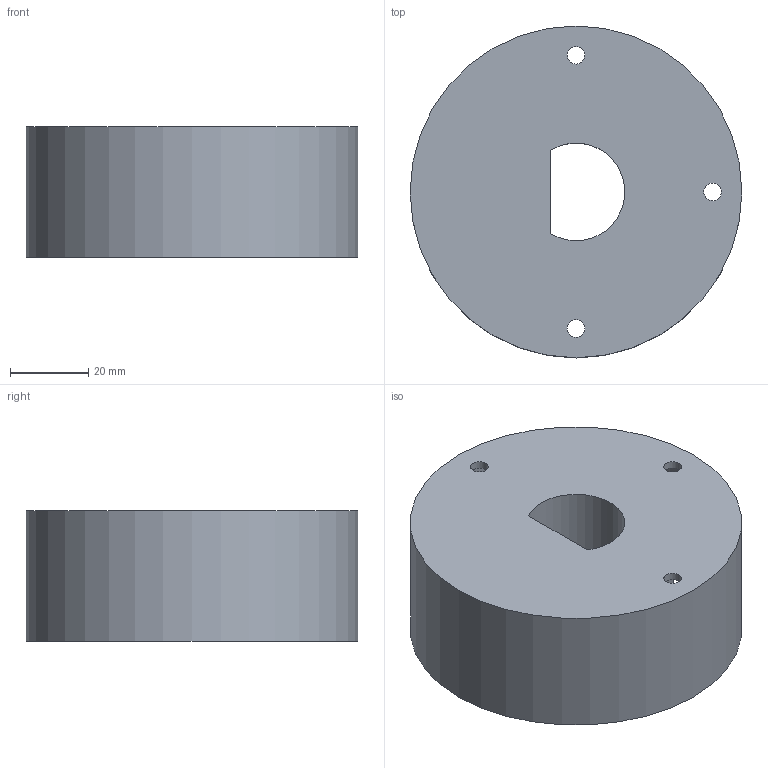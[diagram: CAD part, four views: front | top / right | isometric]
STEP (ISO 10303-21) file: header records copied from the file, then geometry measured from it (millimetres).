
FILE_DESCRIPTION(/* description */ ('STEP AP214'),/* implementation_level */ '2;1');
FILE_NAME(/* name */ '6819426850d50a4ee4875afb',/* time_stamp */ '2025-05-05T22:57:45Z',/* author */ (''),/* organization */ (''),/* preprocessor_version */ 'ST-DEVELOPER v20',/* originating_system */ 'ONSHAPE BY PTC INC, 1.197',/* authorisation */ ' ');
FILE_SCHEMA (('AUTOMOTIVE_DESIGN {1 0 10303 214 3 1 1}'));
Length unit declared in the file: metre
Products named in the file (1): Part 1
Bounding box: 85 x 85 x 33.5 mm (x, y, z)
Volume: 42296 mm3; surface area: 33404.2 mm2
Topology: 1 solids, 1 shells, 14 faces, 27 edges, 18 vertices
Faces by surface type: cylinder 8, plane 6
Full cylindrical faces by diameter (mm): 4.5 x3, 47.15 x1, 50 x1, 84 x1, 85 x1
Entity records: 378 total; most frequent: DIRECTION 66, CARTESIAN_POINT 53, ORIENTED_EDGE 40, EDGE_LOOP 32, FACE_BOUND 32, AXIS2_PLACEMENT_3D 31, EDGE_CURVE 20, VERTEX_POINT 18
